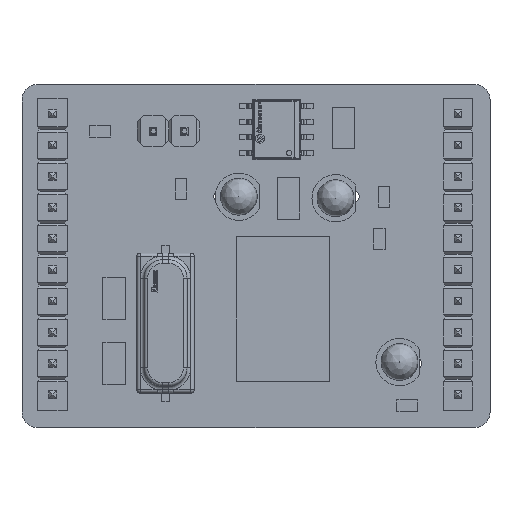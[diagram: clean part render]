
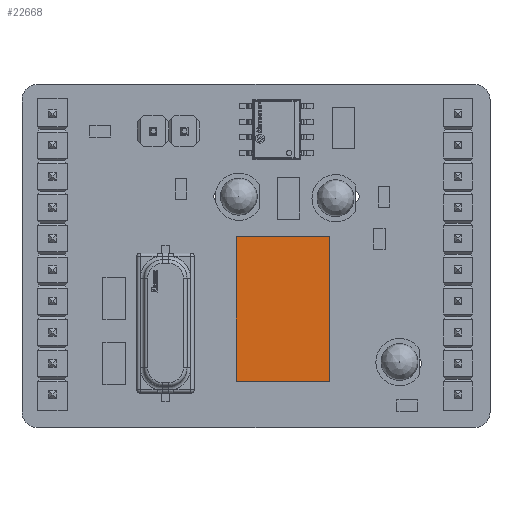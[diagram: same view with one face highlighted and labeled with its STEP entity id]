
A CAD part, top view. The second image highlights one B-rep face of the part: STEP entity #22668.
In plain terms, the highlighted planar face has unit normal (0, 0, 1).
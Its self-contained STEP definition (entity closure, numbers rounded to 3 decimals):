
#22539 = VERTEX_POINT('',#22540);
#22540 = CARTESIAN_POINT('',(-3.8,5.875,2.55));
#22546 = EDGE_CURVE('',#22539,#22547,#22549,.T.);
#22547 = VERTEX_POINT('',#22548);
#22548 = CARTESIAN_POINT('',(-3.8,-5.875,2.55));
#22549 = LINE('',#22550,#22551);
#22550 = CARTESIAN_POINT('',(-3.8,5.875,2.55));
#22551 = VECTOR('',#22552,1.);
#22552 = DIRECTION('',(0.,-1.,0.));
#22577 = EDGE_CURVE('',#22547,#22578,#22580,.T.);
#22578 = VERTEX_POINT('',#22579);
#22579 = CARTESIAN_POINT('',(3.8,-5.875,2.55));
#22580 = LINE('',#22581,#22582);
#22581 = CARTESIAN_POINT('',(-3.8,-5.875,2.55));
#22582 = VECTOR('',#22583,1.);
#22583 = DIRECTION('',(1.,0.,0.));
#22608 = EDGE_CURVE('',#22578,#22609,#22611,.T.);
#22609 = VERTEX_POINT('',#22610);
#22610 = CARTESIAN_POINT('',(3.8,5.875,2.55));
#22611 = LINE('',#22612,#22613);
#22612 = CARTESIAN_POINT('',(3.8,-5.875,2.55));
#22613 = VECTOR('',#22614,1.);
#22614 = DIRECTION('',(0.,1.,0.));
#22639 = EDGE_CURVE('',#22609,#22539,#22640,.T.);
#22640 = LINE('',#22641,#22642);
#22641 = CARTESIAN_POINT('',(3.8,5.875,2.55));
#22642 = VECTOR('',#22643,1.);
#22643 = DIRECTION('',(-1.,0.,0.));
#22668 = ADVANCED_FACE('',(#22669),#22675,.F.);
#22669 = FACE_BOUND('',#22670,.T.);
#22670 = EDGE_LOOP('',(#22671,#22672,#22673,#22674));
#22671 = ORIENTED_EDGE('',*,*,#22546,.T.);
#22672 = ORIENTED_EDGE('',*,*,#22577,.T.);
#22673 = ORIENTED_EDGE('',*,*,#22608,.T.);
#22674 = ORIENTED_EDGE('',*,*,#22639,.T.);
#22675 = PLANE('',#22676);
#22676 = AXIS2_PLACEMENT_3D('',#22677,#22678,#22679);
#22677 = CARTESIAN_POINT('',(-3.8,5.875,2.55));
#22678 = DIRECTION('',(0.,0.,-1.));
#22679 = DIRECTION('',(-1.,0.,0.));
